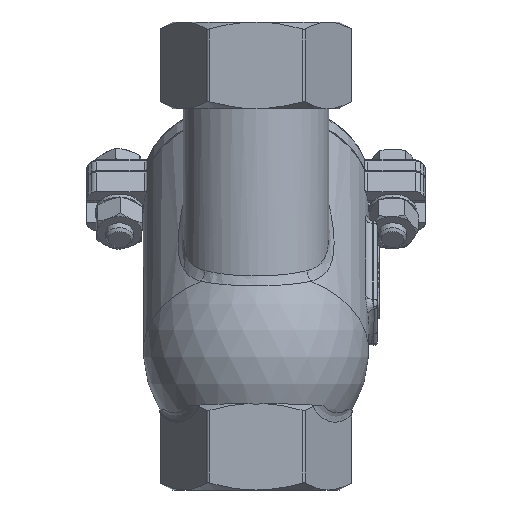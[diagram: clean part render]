
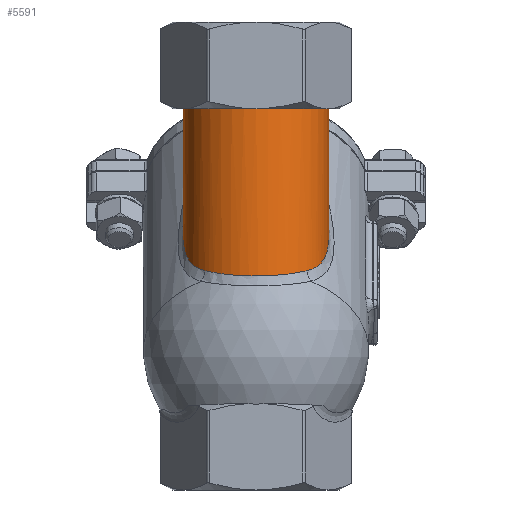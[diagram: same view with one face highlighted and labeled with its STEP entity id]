
A CAD part, front view. The second image highlights one B-rep face of the part: STEP entity #5591.
In plain terms, the highlighted cylindrical face has radius 21 mm (diameter 42 mm), a partial arc.
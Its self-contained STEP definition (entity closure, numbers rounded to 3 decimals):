
#506=B_SPLINE_CURVE_WITH_KNOTS('',3,(#10014,#10015,#10016,#10017,#10018,
#10019,#10020),.UNSPECIFIED.,.F.,.F.,(4,1,1,1,4),(-4.059,-2.899,
-1.74,-0.58,0.),.UNSPECIFIED.);
#507=B_SPLINE_CURVE_WITH_KNOTS('',3,(#10205,#10206,#10207,#10208,#10209,
#10210,#10211,#10212,#10213,#10214,#10215,#10216),.UNSPECIFIED.,.F.,.F.,
(4,1,1,1,1,1,1,1,1,4),(-16.561,-15.97,-15.378,
-14.787,-14.195,-13.013,-11.83,
-10.647,-10.055,-9.495),.UNSPECIFIED.);
#509=B_SPLINE_CURVE_WITH_KNOTS('',3,(#10246,#10247,#10248,#10249,#10250,
#10251,#10252,#10253,#10254,#10255,#10256,#10257),.UNSPECIFIED.,.F.,.F.,
(4,1,1,1,1,1,1,1,1,4),(-7.066,-6.309,-5.52,
-4.732,-3.549,-2.366,-1.774,
-1.183,-0.591,0.),.UNSPECIFIED.);
#701=FACE_OUTER_BOUND('',#1038,.T.);
#1038=EDGE_LOOP('',(#4319,#4320,#4321,#4322));
#2097=CIRCLE('',#6185,21.);
#2501=VERTEX_POINT('',#10011);
#2502=VERTEX_POINT('',#10013);
#2503=VERTEX_POINT('',#10204);
#2504=VERTEX_POINT('',#10217);
#3167=EDGE_CURVE('',#2501,#2502,#506,.T.);
#3169=EDGE_CURVE('',#2502,#2503,#507,.T.);
#3171=EDGE_CURVE('',#2504,#2501,#509,.T.);
#3173=EDGE_CURVE('',#2504,#2503,#2097,.T.);
#4319=ORIENTED_EDGE('',*,*,#3169,.F.);
#4320=ORIENTED_EDGE('',*,*,#3167,.F.);
#4321=ORIENTED_EDGE('',*,*,#3171,.F.);
#4322=ORIENTED_EDGE('',*,*,#3173,.T.);
#5144=CYLINDRICAL_SURFACE('',#6184,21.);
#5591=ADVANCED_FACE('',(#701),#5144,.T.);
#6184=AXIS2_PLACEMENT_3D('',#10260,#7196,#7197);
#6185=AXIS2_PLACEMENT_3D('',#10261,#7198,#7199);
#7196=DIRECTION('center_axis',(0.,0.,1.));
#7197=DIRECTION('ref_axis',(0.,-1.,0.));
#7198=DIRECTION('center_axis',(0.,0.,1.));
#7199=DIRECTION('ref_axis',(1.,0.,0.));
#10011=CARTESIAN_POINT('',(-14.735,-14.963,4.216));
#10013=CARTESIAN_POINT('',(14.735,-14.963,4.216));
#10014=CARTESIAN_POINT('Ctrl Pts',(-14.735,-14.963,
4.216));
#10015=CARTESIAN_POINT('Ctrl Pts',(-12.532,-17.132,4.754));
#10016=CARTESIAN_POINT('Ctrl Pts',(-7.134,-20.502,5.629));
#10017=CARTESIAN_POINT('Ctrl Pts',(2.421,-21.576,5.92));
#10018=CARTESIAN_POINT('Ctrl Pts',(9.965,-18.946,5.218));
#10019=CARTESIAN_POINT('Ctrl Pts',(13.633,-16.047,4.485));
#10020=CARTESIAN_POINT('Ctrl Pts',(14.735,-14.963,4.216));
#10204=CARTESIAN_POINT('',(8.642,19.139,-42.5));
#10205=CARTESIAN_POINT('Ctrl Pts',(14.735,-14.963,4.216));
#10206=CARTESIAN_POINT('Ctrl Pts',(15.859,-13.856,3.941));
#10207=CARTESIAN_POINT('Ctrl Pts',(17.838,-11.403,3.169));
#10208=CARTESIAN_POINT('Ctrl Pts',(19.819,-7.368,0.999));
#10209=CARTESIAN_POINT('Ctrl Pts',(20.833,-3.443,-2.216));
#10210=CARTESIAN_POINT('Ctrl Pts',(21.167,1.304,-7.515));
#10211=CARTESIAN_POINT('Ctrl Pts',(20.297,6.298,-15.204));
#10212=CARTESIAN_POINT('Ctrl Pts',(17.962,11.328,-24.857));
#10213=CARTESIAN_POINT('Ctrl Pts',(14.951,14.988,-32.825));
#10214=CARTESIAN_POINT('Ctrl Pts',(11.69,17.543,-38.705));
#10215=CARTESIAN_POINT('Ctrl Pts',(9.721,18.654,-41.338));
#10216=CARTESIAN_POINT('Ctrl Pts',(8.643,19.14,-42.501));
#10217=CARTESIAN_POINT('',(-8.642,19.139,-42.5));
#10246=CARTESIAN_POINT('Ctrl Pts',(-8.642,19.139,-42.5));
#10247=CARTESIAN_POINT('Ctrl Pts',(-10.096,18.484,-40.933));
#10248=CARTESIAN_POINT('Ctrl Pts',(-12.638,16.939,-37.282));
#10249=CARTESIAN_POINT('Ctrl Pts',(-15.571,14.266,-31.23));
#10250=CARTESIAN_POINT('Ctrl Pts',(-18.225,10.772,-23.788));
#10251=CARTESIAN_POINT('Ctrl Pts',(-20.295,6.297,-15.202));
#10252=CARTESIAN_POINT('Ctrl Pts',(-21.168,1.305,-7.517));
#10253=CARTESIAN_POINT('Ctrl Pts',(-20.833,-3.443,
-2.215));
#10254=CARTESIAN_POINT('Ctrl Pts',(-19.82,-7.368,
0.998));
#10255=CARTESIAN_POINT('Ctrl Pts',(-17.838,-11.403,
3.169));
#10256=CARTESIAN_POINT('Ctrl Pts',(-15.859,-13.856,
3.941));
#10257=CARTESIAN_POINT('Ctrl Pts',(-14.735,-14.963,
4.216));
#10260=CARTESIAN_POINT('Origin',(0.,0.,0.));
#10261=CARTESIAN_POINT('Origin',(0.,0.,-42.5));
